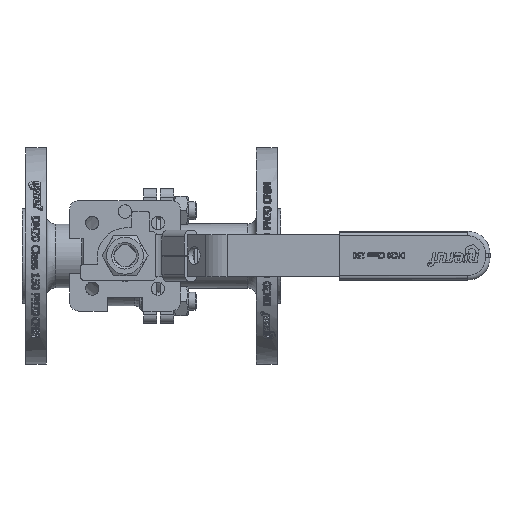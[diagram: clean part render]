
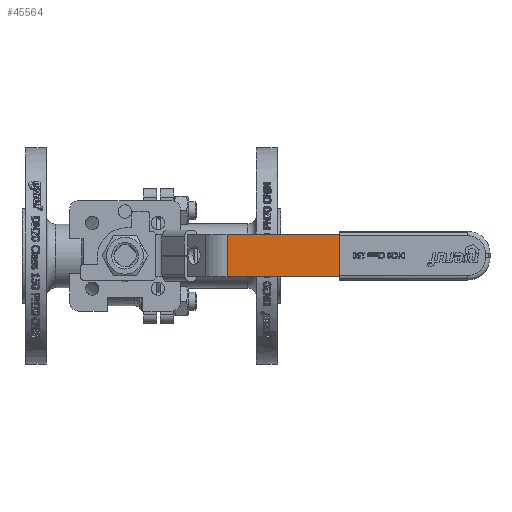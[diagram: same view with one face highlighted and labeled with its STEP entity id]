
A CAD part, top view. The second image highlights one B-rep face of the part: STEP entity #45564.
In plain terms, the highlighted planar face has unit normal (0, 0, 1).
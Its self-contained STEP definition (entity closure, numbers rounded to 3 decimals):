
#29635=CARTESIAN_POINT('',(97.,-9.5,81.7));
#29636=VERTEX_POINT('',#29635);
#29643=CARTESIAN_POINT('',(46.126,-9.5,81.7));
#29644=VERTEX_POINT('',#29643);
#29645=CARTESIAN_POINT('',(97.,-9.5,81.7));
#29646=DIRECTION('',(-1.,-0.,-0.));
#29647=VECTOR('',#29646,50.874);
#29648=LINE('',#29645,#29647);
#29649=EDGE_CURVE('',#29636,#29644,#29648,.T.);
#30147=CARTESIAN_POINT('',(46.126,9.5,81.7));
#30148=VERTEX_POINT('',#30147);
#30156=CARTESIAN_POINT('',(97.,9.5,81.7));
#30157=VERTEX_POINT('',#30156);
#30158=CARTESIAN_POINT('',(46.126,9.5,81.7));
#30159=DIRECTION('',(1.,0.,0.));
#30160=VECTOR('',#30159,50.874);
#30161=LINE('',#30158,#30160);
#30162=EDGE_CURVE('',#30148,#30157,#30161,.T.);
#45543=CARTESIAN_POINT('',(149.75,0.,81.7));
#45544=DIRECTION('',(-0.,-0.,1.));
#45545=DIRECTION('',(-1.,-0.,-0.));
#45546=AXIS2_PLACEMENT_3D('',#45543,#45544,#45545);
#45547=PLANE('',#45546);
#45548=CARTESIAN_POINT('',(97.,9.5,81.7));
#45549=DIRECTION('',(0.,-1.,0.));
#45550=VECTOR('',#45549,19.);
#45551=LINE('',#45548,#45550);
#45552=EDGE_CURVE('',#30157,#29636,#45551,.T.);
#45553=ORIENTED_EDGE('',*,*,#45552,.F.);
#45554=ORIENTED_EDGE('',*,*,#30162,.F.);
#45555=CARTESIAN_POINT('',(46.126,9.5,81.7));
#45556=DIRECTION('',(0.,-1.,0.));
#45557=VECTOR('',#45556,19.);
#45558=LINE('',#45555,#45557);
#45559=EDGE_CURVE('',#30148,#29644,#45558,.T.);
#45560=ORIENTED_EDGE('',*,*,#45559,.T.);
#45561=ORIENTED_EDGE('',*,*,#29649,.F.);
#45562=EDGE_LOOP('',(#45553,#45554,#45560,#45561));
#45563=FACE_BOUND('',#45562,.T.);
#45564=ADVANCED_FACE('',(#45563),#45547,.T.);
